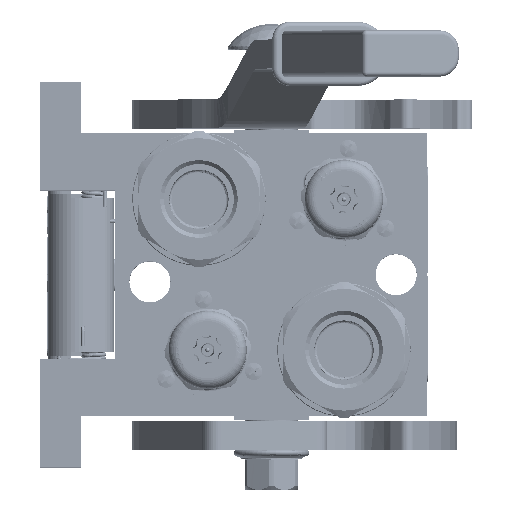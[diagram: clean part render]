
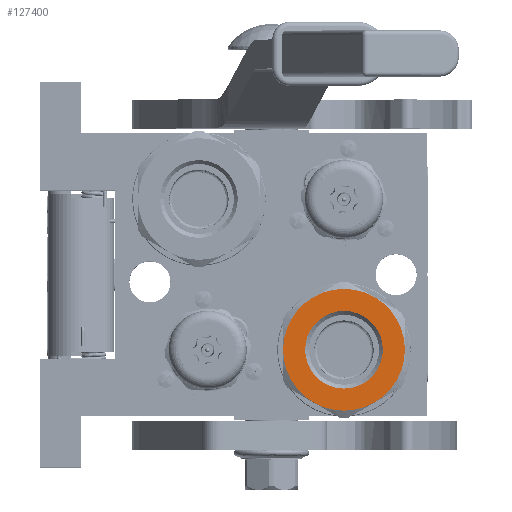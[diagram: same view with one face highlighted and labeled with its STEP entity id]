
A CAD part, top view. The second image highlights one B-rep face of the part: STEP entity #127400.
In plain terms, the highlighted face is planar.
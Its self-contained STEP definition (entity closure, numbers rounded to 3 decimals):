
#4373 = CIRCLE ( 'NONE', #74989, 21. ) ;
#9698 = CARTESIAN_POINT ( 'NONE',  ( 100.6, 0., 21. ) ) ;
#11725 = DIRECTION ( 'NONE',  ( -1., 0., 0. ) ) ;
#17431 = EDGE_CURVE ( 'NONE', #73495, #137061, #120011, .T. ) ;
#20672 = DIRECTION ( 'NONE',  ( -1., 0., 0. ) ) ;
#22608 = EDGE_CURVE ( 'NONE', #29501, #35097, #4373, .T. ) ;
#23116 = ORIENTED_EDGE ( 'NONE', *, *, #130716, .T. ) ;
#29423 = CARTESIAN_POINT ( 'NONE',  ( 100.6, 13.4, 0. ) ) ;
#29501 = VERTEX_POINT ( 'NONE', #142145 ) ;
#29867 = CARTESIAN_POINT ( 'NONE',  ( 100.6, 0., 0. ) ) ;
#30409 = CARTESIAN_POINT ( 'NONE',  ( 100.6, -13.4, 0. ) ) ;
#32266 = CARTESIAN_POINT ( 'NONE',  ( 100.6, 0., 0. ) ) ;
#33609 = CIRCLE ( 'NONE', #111190, 13.4 ) ;
#35097 = VERTEX_POINT ( 'NONE', #131884 ) ;
#41645 = EDGE_CURVE ( 'NONE', #74711, #139652, #66155, .T. ) ;
#46333 = CARTESIAN_POINT ( 'NONE',  ( 100.6, 0., 0. ) ) ;
#46636 = AXIS2_PLACEMENT_3D ( 'NONE', #69870, #93350, #142343 ) ;
#51237 = CARTESIAN_POINT ( 'NONE',  ( 100.6, 0., 0. ) ) ;
#51396 = CARTESIAN_POINT ( 'NONE',  ( 100.6, 0., 0. ) ) ;
#52323 = CARTESIAN_POINT ( 'NONE',  ( 100.6, 0., 0. ) ) ;
#54455 = EDGE_LOOP ( 'NONE', ( #141592, #119198 ) ) ;
#56014 = ORIENTED_EDGE ( 'NONE', *, *, #101397, .T. ) ;
#57228 = AXIS2_PLACEMENT_3D ( 'NONE', #51396, #135815, #123359 ) ;
#57361 = DIRECTION ( 'NONE',  ( 1., 0., 0. ) ) ;
#57362 = AXIS2_PLACEMENT_3D ( 'NONE', #51237, #134629, #111188 ) ;
#57841 = DIRECTION ( 'NONE',  ( 0., 0.5, 0.866 ) ) ;
#58815 = CARTESIAN_POINT ( 'NONE',  ( 100.6, 21., 0. ) ) ;
#66155 = CIRCLE ( 'NONE', #104049, 21. ) ;
#68270 = ORIENTED_EDGE ( 'NONE', *, *, #105510, .F. ) ;
#68667 = DIRECTION ( 'NONE',  ( 0., 0., 1. ) ) ;
#69870 = CARTESIAN_POINT ( 'NONE',  ( 100.6, 0., 0. ) ) ;
#73495 = VERTEX_POINT ( 'NONE', #100969 ) ;
#74711 = VERTEX_POINT ( 'NONE', #112299 ) ;
#74989 = AXIS2_PLACEMENT_3D ( 'NONE', #46333, #57361, #82343 ) ;
#76158 = ORIENTED_EDGE ( 'NONE', *, *, #41645, .F. ) ;
#78297 = AXIS2_PLACEMENT_3D ( 'NONE', #105271, #20672, #140656 ) ;
#81944 = FACE_OUTER_BOUND ( 'NONE', #133020, .T. ) ;
#82343 = DIRECTION ( 'NONE',  ( 0., -0.5, -0.866 ) ) ;
#83554 = VERTEX_POINT ( 'NONE', #29423 ) ;
#88542 = AXIS2_PLACEMENT_3D ( 'NONE', #52323, #122762, #114411 ) ;
#90081 = EDGE_CURVE ( 'NONE', #74711, #144840, #130261, .T. ) ;
#93350 = DIRECTION ( 'NONE',  ( -1., 0., 0. ) ) ;
#95218 = DIRECTION ( 'NONE',  ( 0., 0.5, 0.866 ) ) ;
#95281 = EDGE_CURVE ( 'NONE', #83554, #136224, #33609, .T. ) ;
#96472 = EDGE_CURVE ( 'NONE', #136224, #83554, #125765, .T. ) ;
#100969 = CARTESIAN_POINT ( 'NONE',  ( 100.6, -10.5, 18.187 ) ) ;
#101397 = EDGE_CURVE ( 'NONE', #137061, #29501, #128018, .T. ) ;
#104049 = AXIS2_PLACEMENT_3D ( 'NONE', #154751, #11725, #95218 ) ;
#105271 = CARTESIAN_POINT ( 'NONE',  ( 100.6, 0., 0. ) ) ;
#105510 = EDGE_CURVE ( 'NONE', #139652, #35097, #136008, .T. ) ;
#108785 = CIRCLE ( 'NONE', #149271, 21. ) ;
#111188 = DIRECTION ( 'NONE',  ( 0., -0.5, 0.866 ) ) ;
#111190 = AXIS2_PLACEMENT_3D ( 'NONE', #29867, #137298, #126383 ) ;
#111413 = ORIENTED_EDGE ( 'NONE', *, *, #90081, .T. ) ;
#112299 = CARTESIAN_POINT ( 'NONE',  ( 100.6, 10.5, 18.187 ) ) ;
#114411 = DIRECTION ( 'NONE',  ( 0., 0.5, 0.866 ) ) ;
#119198 = ORIENTED_EDGE ( 'NONE', *, *, #95281, .T. ) ;
#120011 = CIRCLE ( 'NONE', #57362, 21. ) ;
#122762 = DIRECTION ( 'NONE',  ( 1., 0., 0. ) ) ;
#123359 = DIRECTION ( 'NONE',  ( 0., -1., 0. ) ) ;
#125246 = ORIENTED_EDGE ( 'NONE', *, *, #17431, .T. ) ;
#125765 = CIRCLE ( 'NONE', #78297, 13.4 ) ;
#126383 = DIRECTION ( 'NONE',  ( 0., 1., 0. ) ) ;
#127368 = ORIENTED_EDGE ( 'NONE', *, *, #22608, .T. ) ;
#127400 = ADVANCED_FACE ( 'NONE', ( #81944, #130410 ), #140617, .F. ) ;
#128018 = CIRCLE ( 'NONE', #57228, 21. ) ;
#128658 = CARTESIAN_POINT ( 'NONE',  ( 100.6, 0., 0. ) ) ;
#129276 = DIRECTION ( 'NONE',  ( 1., 0., 0. ) ) ;
#130261 = CIRCLE ( 'NONE', #88542, 21. ) ;
#130410 = FACE_BOUND ( 'NONE', #54455, .T. ) ;
#130716 = EDGE_CURVE ( 'NONE', #144840, #73495, #108785, .T. ) ;
#131884 = CARTESIAN_POINT ( 'NONE',  ( 100.6, 10.5, -18.187 ) ) ;
#133020 = EDGE_LOOP ( 'NONE', ( #125246, #56014, #127368, #68270, #76158, #111413, #23116 ) ) ;
#134629 = DIRECTION ( 'NONE',  ( 1., 0., 0. ) ) ;
#135815 = DIRECTION ( 'NONE',  ( 1., 0., 0. ) ) ;
#136008 = CIRCLE ( 'NONE', #46636, 21. ) ;
#136224 = VERTEX_POINT ( 'NONE', #30409 ) ;
#137061 = VERTEX_POINT ( 'NONE', #150840 ) ;
#137298 = DIRECTION ( 'NONE',  ( -1., 0., 0. ) ) ;
#139652 = VERTEX_POINT ( 'NONE', #58815 ) ;
#140112 = DIRECTION ( 'NONE',  ( -1., 0., 0. ) ) ;
#140617 = PLANE ( 'NONE',  #148829 ) ;
#140656 = DIRECTION ( 'NONE',  ( 0., -1., 0. ) ) ;
#141592 = ORIENTED_EDGE ( 'NONE', *, *, #96472, .T. ) ;
#142145 = CARTESIAN_POINT ( 'NONE',  ( 100.6, -10.5, -18.187 ) ) ;
#142343 = DIRECTION ( 'NONE',  ( 0., 1., 0. ) ) ;
#144840 = VERTEX_POINT ( 'NONE', #9698 ) ;
#148829 = AXIS2_PLACEMENT_3D ( 'NONE', #128658, #140112, #68667 ) ;
#149271 = AXIS2_PLACEMENT_3D ( 'NONE', #32266, #129276, #57841 ) ;
#150840 = CARTESIAN_POINT ( 'NONE',  ( 100.6, -21., 0. ) ) ;
#154751 = CARTESIAN_POINT ( 'NONE',  ( 100.6, 0., 0. ) ) ;
